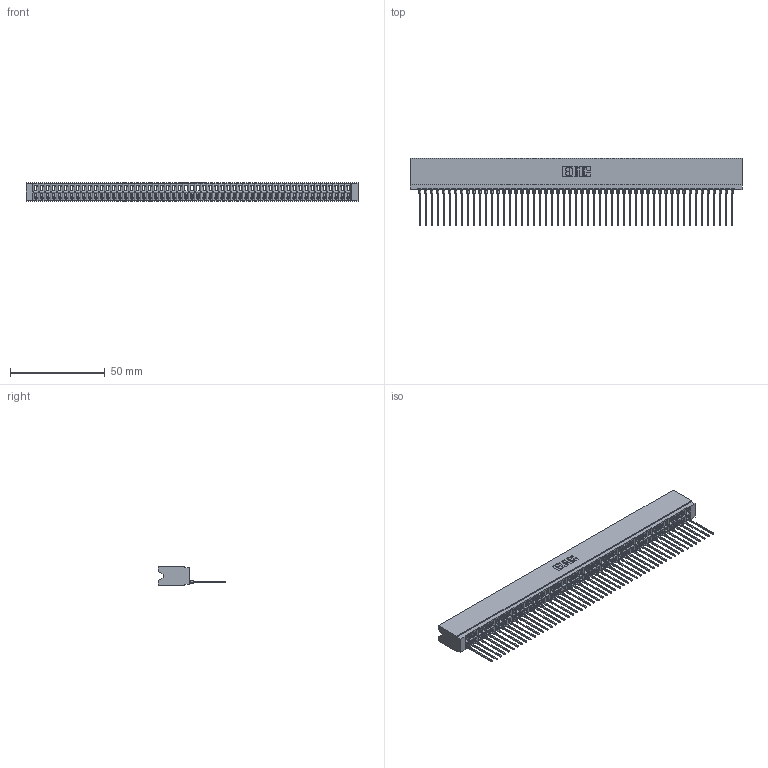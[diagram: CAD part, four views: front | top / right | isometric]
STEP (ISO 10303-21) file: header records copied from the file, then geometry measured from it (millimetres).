
FILE_DESCRIPTION (( 'STEP AP203' ), '1' );
FILE_NAME ('746-053-541-106.STEP', '2026-03-04T21:23:47', ( '' ), ( '' ), 'SwSTEP 2.0', 'SolidWorks 2023', '' );
FILE_SCHEMA (( 'CONFIG_CONTROL_DESIGN' ));
Length unit declared in the file: millimetre
Products named in the file (3): 746 Part_.515 Slot Depth - 06; 746-292-001_541; 746-053-541-106
Assembly tree (54 placements, depth 2):
  746-053-541-106
    746 Part_.515 Slot Depth - 06
    746-292-001_541  x53
Bounding box: 175.51 x 35.42 x 9.91 mm (x, y, z)
Volume: 18483.3 mm3; surface area: 28895.9 mm2
Topology: 54 solids, 54 shells, 5822 faces, 16536 edges, 10616 vertices
Faces by surface type: plane 3395, bspline 1060, cylinder 1049, torus 318
Entity records: 78555 total; most frequent: CARTESIAN_POINT 15805, ORIENTED_EDGE 13832, DIRECTION 11424, EDGE_CURVE 6916, LINE 6202, VECTOR 6202, VERTEX_POINT 4584, AXIS2_PLACEMENT_3D 2611
